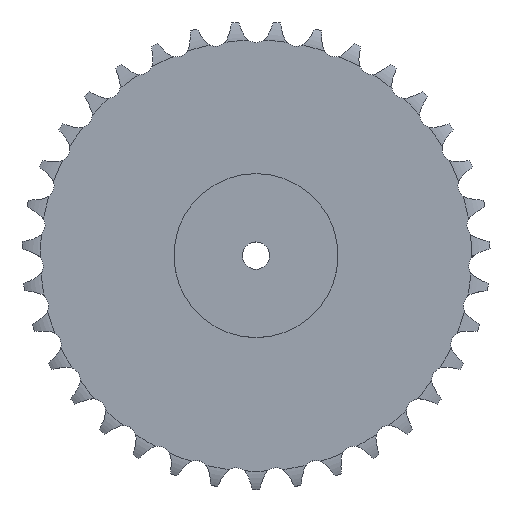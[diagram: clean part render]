
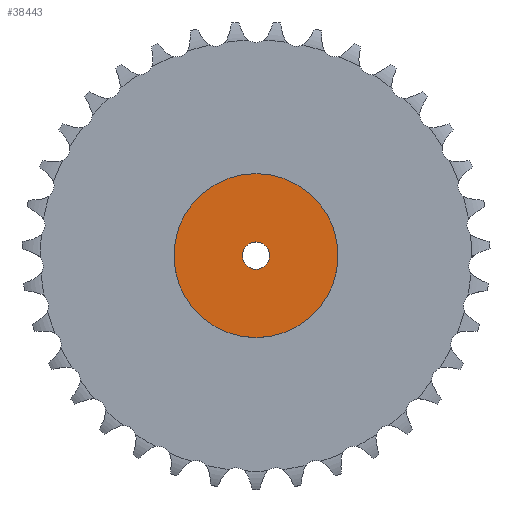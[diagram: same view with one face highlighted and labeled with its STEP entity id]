
A CAD part, top view. The second image highlights one B-rep face of the part: STEP entity #38443.
In plain terms, the highlighted planar face has unit normal (0, 0, 1).
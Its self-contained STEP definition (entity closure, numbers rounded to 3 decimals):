
#4419 = CYLINDRICAL_SURFACE('',#4420,90.);
#4420 = AXIS2_PLACEMENT_3D('',#4421,#4422,#4423);
#4421 = CARTESIAN_POINT('',(0.,0.,0.));
#4422 = DIRECTION('',(-0.,-0.,-1.));
#4423 = DIRECTION('',(1.,0.,0.));
#24394 = VERTEX_POINT('',#24395);
#24395 = CARTESIAN_POINT('',(90.,0.,75.));
#24416 = EDGE_CURVE('',#24394,#24394,#24417,.T.);
#24417 = SURFACE_CURVE('',#24418,(#24423,#24430),.PCURVE_S1.);
#24418 = CIRCLE('',#24419,90.);
#24419 = AXIS2_PLACEMENT_3D('',#24420,#24421,#24422);
#24420 = CARTESIAN_POINT('',(0.,0.,75.));
#24421 = DIRECTION('',(0.,0.,1.));
#24422 = DIRECTION('',(1.,0.,0.));
#24423 = PCURVE('',#4419,#24424);
#24424 = DEFINITIONAL_REPRESENTATION('',(#24425),#24429);
#24425 = LINE('',#24426,#24427);
#24426 = CARTESIAN_POINT('',(-0.,-75.));
#24427 = VECTOR('',#24428,1.);
#24428 = DIRECTION('',(-1.,0.));
#24429 = ( GEOMETRIC_REPRESENTATION_CONTEXT(2) 
PARAMETRIC_REPRESENTATION_CONTEXT() REPRESENTATION_CONTEXT('2D SPACE',''
  ) );
#24430 = PCURVE('',#24431,#24436);
#24431 = PLANE('',#24432);
#24432 = AXIS2_PLACEMENT_3D('',#24433,#24434,#24435);
#24433 = CARTESIAN_POINT('',(0.,0.,75.)
  );
#24434 = DIRECTION('',(0.,0.,1.));
#24435 = DIRECTION('',(1.,0.,0.));
#24436 = DEFINITIONAL_REPRESENTATION('',(#24437),#24441);
#24437 = CIRCLE('',#24438,90.);
#24438 = AXIS2_PLACEMENT_2D('',#24439,#24440);
#24439 = CARTESIAN_POINT('',(0.,0.));
#24440 = DIRECTION('',(1.,0.));
#24441 = ( GEOMETRIC_REPRESENTATION_CONTEXT(2) 
PARAMETRIC_REPRESENTATION_CONTEXT() REPRESENTATION_CONTEXT('2D SPACE',''
  ) );
#32686 = CYLINDRICAL_SURFACE('',#32687,15.);
#32687 = AXIS2_PLACEMENT_3D('',#32688,#32689,#32690);
#32688 = CARTESIAN_POINT('',(0.,0.,769.957));
#32689 = DIRECTION('',(0.,0.,1.));
#32690 = DIRECTION('',(1.,0.,0.));
#38443 = ADVANCED_FACE('',(#38444,#38447),#24431,.T.);
#38444 = FACE_BOUND('',#38445,.T.);
#38445 = EDGE_LOOP('',(#38446));
#38446 = ORIENTED_EDGE('',*,*,#24416,.T.);
#38447 = FACE_BOUND('',#38448,.T.);
#38448 = EDGE_LOOP('',(#38449));
#38449 = ORIENTED_EDGE('',*,*,#38450,.F.);
#38450 = EDGE_CURVE('',#38451,#38451,#38453,.T.);
#38451 = VERTEX_POINT('',#38452);
#38452 = CARTESIAN_POINT('',(15.,0.,75.));
#38453 = SURFACE_CURVE('',#38454,(#38459,#38466),.PCURVE_S1.);
#38454 = CIRCLE('',#38455,15.);
#38455 = AXIS2_PLACEMENT_3D('',#38456,#38457,#38458);
#38456 = CARTESIAN_POINT('',(0.,0.,75.));
#38457 = DIRECTION('',(0.,0.,1.));
#38458 = DIRECTION('',(1.,0.,0.));
#38459 = PCURVE('',#24431,#38460);
#38460 = DEFINITIONAL_REPRESENTATION('',(#38461),#38465);
#38461 = CIRCLE('',#38462,15.);
#38462 = AXIS2_PLACEMENT_2D('',#38463,#38464);
#38463 = CARTESIAN_POINT('',(0.,0.));
#38464 = DIRECTION('',(1.,0.));
#38465 = ( GEOMETRIC_REPRESENTATION_CONTEXT(2) 
PARAMETRIC_REPRESENTATION_CONTEXT() REPRESENTATION_CONTEXT('2D SPACE',''
  ) );
#38466 = PCURVE('',#32686,#38467);
#38467 = DEFINITIONAL_REPRESENTATION('',(#38468),#38472);
#38468 = LINE('',#38469,#38470);
#38469 = CARTESIAN_POINT('',(0.,-694.957));
#38470 = VECTOR('',#38471,1.);
#38471 = DIRECTION('',(1.,0.));
#38472 = ( GEOMETRIC_REPRESENTATION_CONTEXT(2) 
PARAMETRIC_REPRESENTATION_CONTEXT() REPRESENTATION_CONTEXT('2D SPACE',''
  ) );
